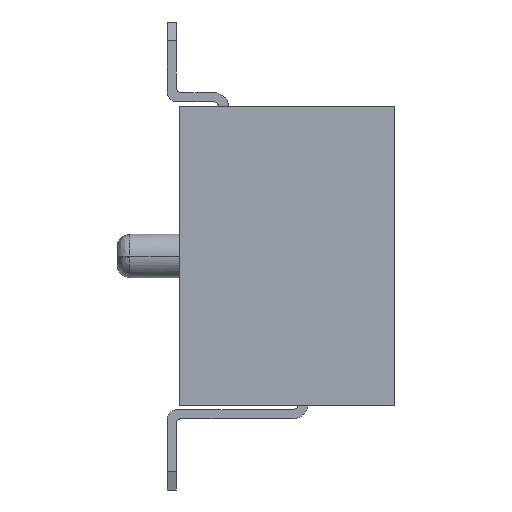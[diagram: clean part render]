
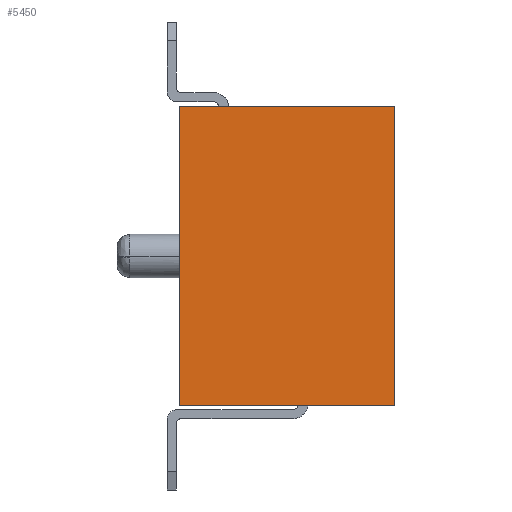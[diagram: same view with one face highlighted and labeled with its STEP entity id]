
A CAD part, front view. The second image highlights one B-rep face of the part: STEP entity #5450.
In plain terms, the highlighted planar face has unit normal (0, -1, 0).
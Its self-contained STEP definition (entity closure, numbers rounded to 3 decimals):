
#761=CARTESIAN_POINT('',(1.,-2.54,0.));
#762=VERTEX_POINT('',#761);
#772=CARTESIAN_POINT('',(4.45,-2.54,0.));
#773=VERTEX_POINT('',#772);
#774=CARTESIAN_POINT('',(1.,-2.54,0.));
#775=CARTESIAN_POINT('',(1.69,-2.54,0.));
#776=CARTESIAN_POINT('',(2.38,-2.54,0.));
#777=CARTESIAN_POINT('',(3.07,-2.54,0.));
#778=CARTESIAN_POINT('',(3.76,-2.54,0.));
#779=CARTESIAN_POINT('',(4.45,-2.54,0.));
#780=B_SPLINE_CURVE_WITH_KNOTS('',5,(#774,#775,#776,#777,#778,#779),.UNSPECIFIED.,.F.,.U.,(6,6),(0.,3.45),.UNSPECIFIED.);
#781=EDGE_CURVE('',#762,#773,#780,.T.);
#4169=CARTESIAN_POINT('',(1.,-2.54,-4.8));
#4170=VERTEX_POINT('',#4169);
#4180=CARTESIAN_POINT('',(1.,-2.54,0.));
#4181=CARTESIAN_POINT('',(1.,-2.54,-0.96));
#4182=CARTESIAN_POINT('',(1.,-2.54,-1.92));
#4183=CARTESIAN_POINT('',(1.,-2.54,-2.88));
#4184=CARTESIAN_POINT('',(1.,-2.54,-3.84));
#4185=CARTESIAN_POINT('',(1.,-2.54,-4.8));
#4186=B_SPLINE_CURVE_WITH_KNOTS('',5,(#4180,#4181,#4182,#4183,#4184,#4185),.UNSPECIFIED.,.F.,.U.,(6,6),(0.,4.8),.UNSPECIFIED.);
#4187=EDGE_CURVE('',#762,#4170,#4186,.T.);
#4666=CARTESIAN_POINT('',(4.45,-2.54,-4.8));
#4667=VERTEX_POINT('',#4666);
#4668=CARTESIAN_POINT('',(4.45,-2.54,0.));
#4669=CARTESIAN_POINT('',(4.45,-2.54,-0.96));
#4670=CARTESIAN_POINT('',(4.45,-2.54,-1.92));
#4671=CARTESIAN_POINT('',(4.45,-2.54,-2.88));
#4672=CARTESIAN_POINT('',(4.45,-2.54,-3.84));
#4673=CARTESIAN_POINT('',(4.45,-2.54,-4.8));
#4674=B_SPLINE_CURVE_WITH_KNOTS('',5,(#4668,#4669,#4670,#4671,#4672,#4673),.UNSPECIFIED.,.F.,.U.,(6,6),(0.,4.8),.UNSPECIFIED.);
#4675=EDGE_CURVE('',#773,#4667,#4674,.T.);
#5431=CARTESIAN_POINT('',(2.725,-2.54,-2.4));
#5432=DIRECTION('',(0.,0.,-1.));
#5433=DIRECTION('',(0.,-1.,0.));
#5434=AXIS2_PLACEMENT_3D('',#5431,#5433,#5432);
#5435=PLANE('',#5434);
#5436=CARTESIAN_POINT('',(4.45,-2.54,-4.8));
#5437=CARTESIAN_POINT('',(3.76,-2.54,-4.8));
#5438=CARTESIAN_POINT('',(3.07,-2.54,-4.8));
#5439=CARTESIAN_POINT('',(2.38,-2.54,-4.8));
#5440=CARTESIAN_POINT('',(1.69,-2.54,-4.8));
#5441=CARTESIAN_POINT('',(1.,-2.54,-4.8));
#5442=B_SPLINE_CURVE_WITH_KNOTS('',5,(#5436,#5437,#5438,#5439,#5440,#5441),.UNSPECIFIED.,.F.,.U.,(6,6),(0.,3.45),.UNSPECIFIED.);
#5443=EDGE_CURVE('',#4667,#4170,#5442,.T.);
#5444=ORIENTED_EDGE('',*,*,#5443,.F.);
#5445=ORIENTED_EDGE('',*,*,#4675,.F.);
#5446=ORIENTED_EDGE('',*,*,#781,.F.);
#5447=ORIENTED_EDGE('',*,*,#4187,.T.);
#5448=EDGE_LOOP('',(#5444,#5445,#5446,#5447));
#5449=FACE_OUTER_BOUND('',#5448,.T.);
#5450=ADVANCED_FACE('',(#5449),#5435,.T.);
